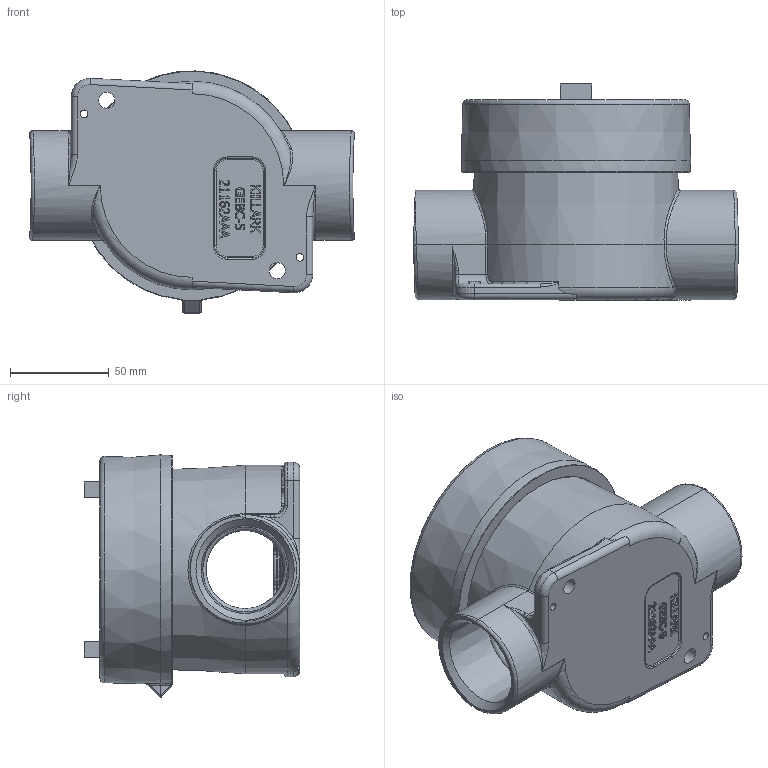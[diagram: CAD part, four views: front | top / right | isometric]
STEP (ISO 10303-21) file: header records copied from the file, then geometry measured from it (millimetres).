
FILE_DESCRIPTION(/* description */ (''),/* implementation_level */ '2;1');
FILE_NAME(/* name */ 'KIL_GEBC-5.stp',/* time_stamp */ '2021-02-10T16:26:59+06:00',/* author */ ('kr'),/* organization */ (''),/* preprocessor_version */ 'ST-DEVELOPER v18',/* originating_system */ 'Autodesk Inventor 2020',/* authorisation */ '');
FILE_SCHEMA (('AUTOMOTIVE_DESIGN { 1 0 10303 214 3 1 1 }'));
Length unit declared in the file: inch
Products named in the file (3): GEBC-5; 21162; 21147-override
Assembly tree (2 placements, depth 2):
  GEBC-5
    21162
    21147-override
Bounding box: 165.1 x 109.47 x 122.91 mm (x, y, z)
Volume: 547796.2 mm3; surface area: 129962.6 mm2
Topology: 2 solids, 2 shells, 833 faces, 2187 edges, 1389 vertices
Faces by surface type: plane 398, bspline 273, cylinder 89, torus 50, cone 13, sphere 10
Full cylindrical faces by diameter (mm): 3.886 x2, 8.153 x2, 39.573 x2, 97.104 x1, 102.743 x1
Entity records: 53778 total; most frequent: CARTESIAN_POINT 34860, ORIENTED_EDGE 4342, DIRECTION 3121, EDGE_CURVE 2171, VERTEX_POINT 1389, LINE 1249, VECTOR 1249, AXIS2_PLACEMENT_3D 936
